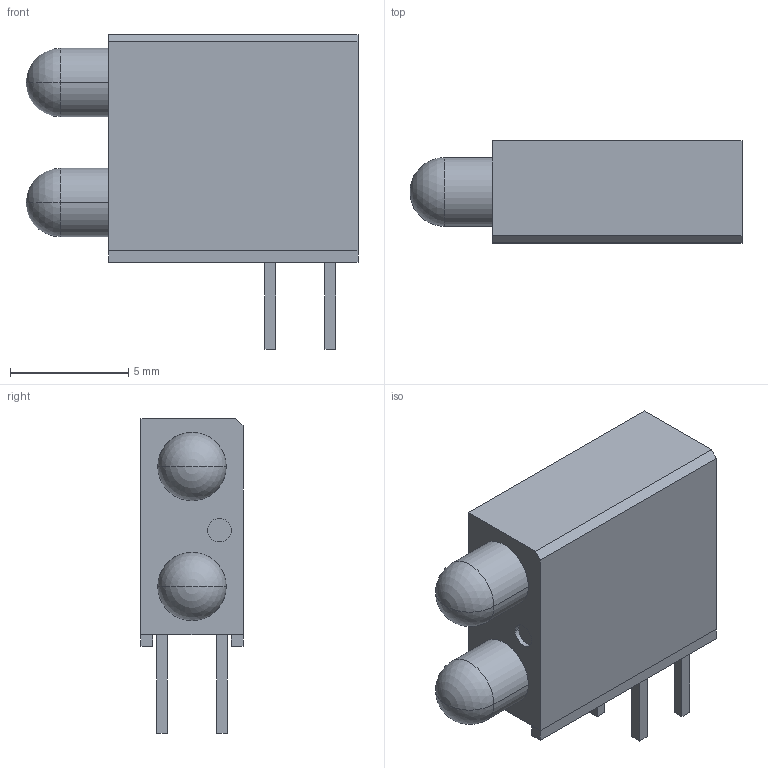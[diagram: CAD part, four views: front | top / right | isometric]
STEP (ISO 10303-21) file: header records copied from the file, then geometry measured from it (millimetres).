
FILE_DESCRIPTION((''),'2;1');
FILE_NAME('LED_DIALIGHT_553-0122-200F.stp','2012-06-13T08:58:58',(''),(''),'Mechanical Desktop 2011','Mechanical Desktop 2011',', , ');
FILE_SCHEMA(('AUTOMOTIVE_DESIGN { 1 2 10303 214 1 1 1 1 }'));
Length unit declared in the file: millimetre
Products named in the file (1): Product
Bounding box: 14.06 x 4.32 x 13.33 mm (x, y, z)
Volume: 465.2 mm3; surface area: 514.8 mm2
Topology: 9 solids, 9 shells, 56 faces, 113 edges, 72 vertices
Faces by surface type: plane 46, cylinder 6, sphere 4
Entity records: 1464 total; most frequent: DIRECTION 239, CARTESIAN_POINT 238, ORIENTED_EDGE 218, EDGE_CURVE 109, VECTOR 93, LINE 93, AXIS2_PLACEMENT_3D 73, VERTEX_POINT 72
